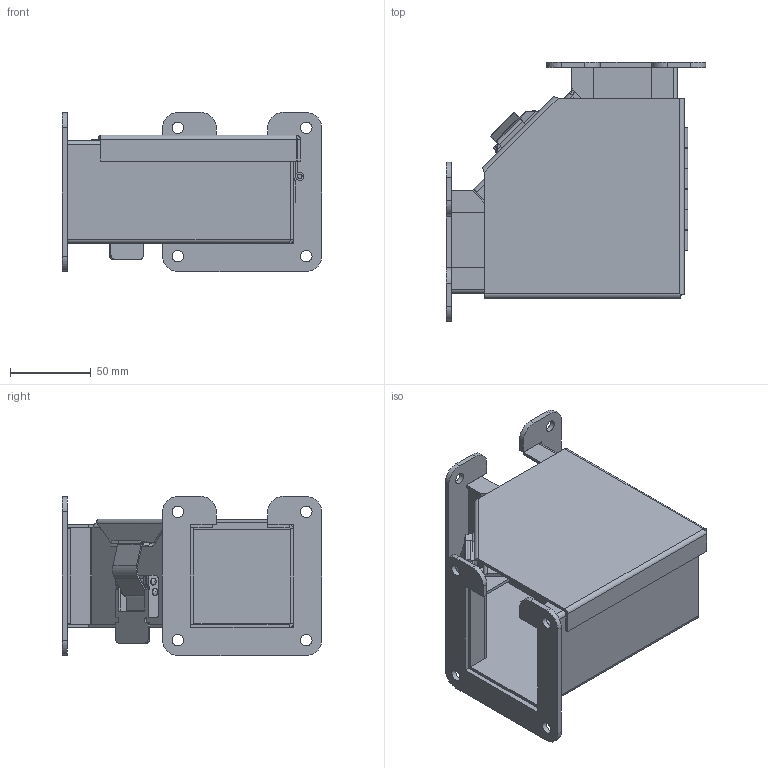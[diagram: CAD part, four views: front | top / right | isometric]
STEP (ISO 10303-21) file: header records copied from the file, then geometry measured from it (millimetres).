
FILE_DESCRIPTION(/* description */ ('LJWLA, TUB,CS, 2.5X2.5'),/* implementation_level */ '2;1');
FILE_NAME(/* name */ 'LJWL902A.stp',/* time_stamp */ '2017-04-03T17:14:38+06:00',/* author */ ('bjayachandran'),/* organization */ (''),/* preprocessor_version */ 'ST-DEVELOPER v16.1',/* originating_system */ 'Autodesk Inventor 2016',/* authorisation */ '');
FILE_SCHEMA (('AUTOMOTIVE_DESIGN { 1 0 10303 214 3 1 1 }'));
Length unit declared in the file: inch
Products named in the file (17): LJWL902AMAIN; LJWL902AMIDPLT; LJWL902ALID; 328119LH; 328119P; 328119TH; 328119; PART1; PART2; PART3; PART4; PART5; 35011; LJWL902AGASKET; LJW2RINGP; LJWTAB; LJWL902A
Assembly tree (18 placements, depth 3):
  LJWL902A
    LJWL902AMAIN
    LJWL902AMIDPLT
    LJWL902ALID
    328119
      328119LH
      328119P
      328119TH
    35011
      PART1
      PART2
      PART3
      PART4
      PART5
    LJWL902AGASKET
    LJW2RINGP  x2
    LJWTAB  x2
Bounding box: 160.34 x 160.34 x 98.42 mm (x, y, z)
Volume: 181380.1 mm3; surface area: 183291.3 mm2
Topology: 16 solids, 16 shells, 331 faces, 817 edges, 518 vertices
Faces by surface type: plane 223, cylinder 96, bspline 12
Full cylindrical faces by diameter (mm): 2.54 x1, 2.957 x6, 3.454 x2, 3.946 x6, 4.286 x4, 7.144 x8
Entity records: 9785 total; most frequent: CARTESIAN_POINT 2166, DIRECTION 1494, ORIENTED_EDGE 1416, EDGE_CURVE 708, LINE 530, VECTOR 530, AXIS2_PLACEMENT_3D 482, VERTEX_POINT 462
